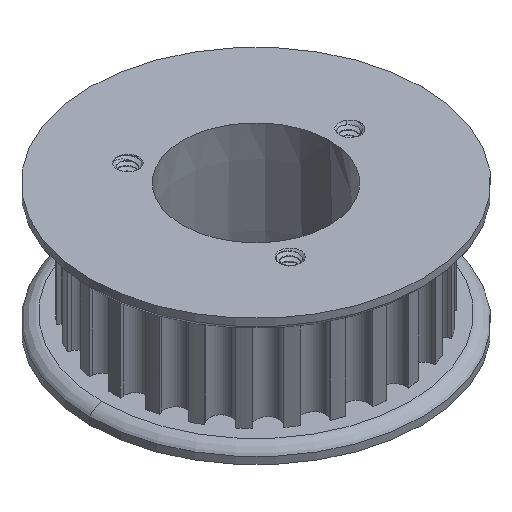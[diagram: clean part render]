
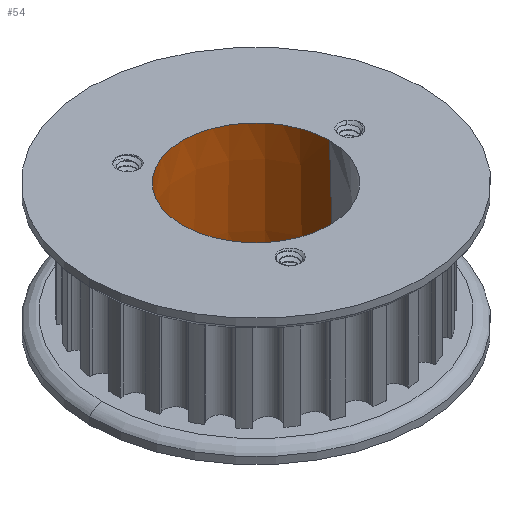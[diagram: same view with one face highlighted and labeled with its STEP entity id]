
A CAD part, isometric view. The second image highlights one B-rep face of the part: STEP entity #54.
In plain terms, the highlighted conical face has half-angle 1.79 degrees and reference radius 16.569 mm.
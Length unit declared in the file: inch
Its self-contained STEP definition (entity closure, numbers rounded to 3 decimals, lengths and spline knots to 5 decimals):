
#54 = ADVANCED_FACE ( 'NONE', ( #5695 ), #22645, .F. ) ;
#460 = AXIS2_PLACEMENT_3D ( 'NONE', #6105, #19963, #8162 ) ;
#574 = DIRECTION ( 'NONE',  ( 0., 0., -1. ) ) ;
#848 = CARTESIAN_POINT ( 'NONE',  ( 0., 0., 0.5626 ) ) ;
#1172 = CIRCLE ( 'NONE', #15833, 0.6875 ) ;
#1213 = VERTEX_POINT ( 'NONE', #6988 ) ;
#2116 = CARTESIAN_POINT ( 'NONE',  ( -0.65234, 0., 0.5626 ) ) ;
#2984 = LINE ( 'NONE', #15953, #12532 ) ;
#2985 = EDGE_CURVE ( 'NONE', #1213, #24022, #1172, .T. ) ;
#3291 = ORIENTED_EDGE ( 'NONE', *, *, #12798, .F. ) ;
#3832 = VECTOR ( 'NONE', #4601, 39.37008 ) ;
#4091 = EDGE_LOOP ( 'NONE', ( #3291, #15861, #13413, #16817 ) ) ;
#4601 = DIRECTION ( 'NONE',  ( 0.031, 0., -1. ) ) ;
#4659 = AXIS2_PLACEMENT_3D ( 'NONE', #848, #574, #17295 ) ;
#5695 = FACE_OUTER_BOUND ( 'NONE', #4091, .T. ) ;
#5911 = DIRECTION ( 'NONE',  ( 1., 0., 0. ) ) ;
#6105 = CARTESIAN_POINT ( 'NONE',  ( 0., 0., 0.5626 ) ) ;
#6366 = DIRECTION ( 'NONE',  ( 0., 0., 1. ) ) ;
#6453 = CARTESIAN_POINT ( 'NONE',  ( 0., 0., -0.5626 ) ) ;
#6988 = CARTESIAN_POINT ( 'NONE',  ( 0.6875, 0., -0.5626 ) ) ;
#8162 = DIRECTION ( 'NONE',  ( 1., 0., 0. ) ) ;
#12532 = VECTOR ( 'NONE', #14087, 39.37008 ) ;
#12798 = EDGE_CURVE ( 'NONE', #24691, #1213, #24604, .T. ) ;
#13413 = ORIENTED_EDGE ( 'NONE', *, *, #22079, .T. ) ;
#14087 = DIRECTION ( 'NONE',  ( -0.031, 0., -1. ) ) ;
#15572 = CARTESIAN_POINT ( 'NONE',  ( -0.6875, 0., -0.5626 ) ) ;
#15833 = AXIS2_PLACEMENT_3D ( 'NONE', #6453, #6366, #5911 ) ;
#15861 = ORIENTED_EDGE ( 'NONE', *, *, #20485, .T. ) ;
#15953 = CARTESIAN_POINT ( 'NONE',  ( -0.65234, 0., 0.5626 ) ) ;
#16226 = CARTESIAN_POINT ( 'NONE',  ( 0.65234, 0., 0.5626 ) ) ;
#16817 = ORIENTED_EDGE ( 'NONE', *, *, #2985, .F. ) ;
#17295 = DIRECTION ( 'NONE',  ( -1., 0., 0. ) ) ;
#19963 = DIRECTION ( 'NONE',  ( 0., 0., 1. ) ) ;
#20382 = CARTESIAN_POINT ( 'NONE',  ( 0.65234, 0., 0.5626 ) ) ;
#20485 = EDGE_CURVE ( 'NONE', #24691, #20558, #23656, .T. ) ;
#20558 = VERTEX_POINT ( 'NONE', #2116 ) ;
#22079 = EDGE_CURVE ( 'NONE', #20558, #24022, #2984, .T. ) ;
#22645 = CONICAL_SURFACE ( 'NONE', #4659, 0.65234, 0.031 ) ;
#23656 = CIRCLE ( 'NONE', #460, 0.65234 ) ;
#24022 = VERTEX_POINT ( 'NONE', #15572 ) ;
#24604 = LINE ( 'NONE', #20382, #3832 ) ;
#24691 = VERTEX_POINT ( 'NONE', #16226 ) ;
